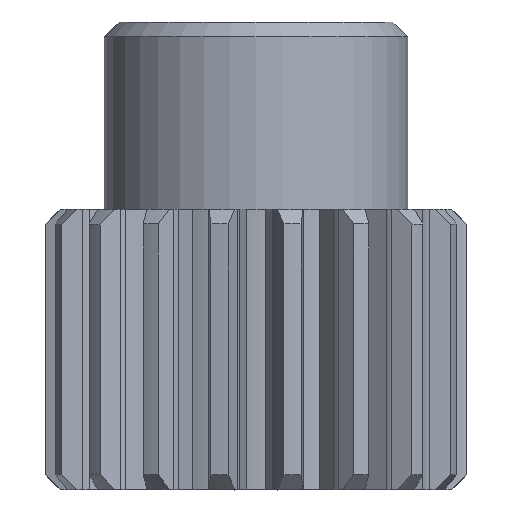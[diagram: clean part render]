
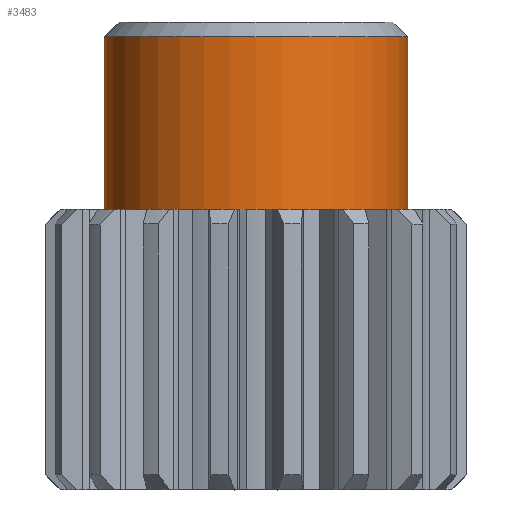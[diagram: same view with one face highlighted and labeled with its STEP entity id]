
A CAD part, top view. The second image highlights one B-rep face of the part: STEP entity #3483.
In plain terms, the highlighted cylindrical face has radius 10.287 mm (diameter 20.574 mm), a partial arc.
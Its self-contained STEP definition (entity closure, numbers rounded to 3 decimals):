
#56=CARTESIAN_POINT('',(0.,30.7,0.));
#57=DIRECTION('',(0.,-1.,0.));
#58=DIRECTION('',(1.,0.,0.));
#59=AXIS2_PLACEMENT_3D('',#56,#57,#58);
#65=DIRECTION('',(0.,1.,0.));
#66=VECTOR('',#65,11.7);
#67=CARTESIAN_POINT('',(10.287,19.,0.));
#68=LINE('',#67,#66);
#69=CARTESIAN_POINT('',(0.,19.,0.));
#70=DIRECTION('',(0.,-1.,0.));
#71=DIRECTION('',(1.,0.,0.));
#72=AXIS2_PLACEMENT_3D('',#69,#70,#71);
#74=DIRECTION('',(0.,1.,0.));
#75=VECTOR('',#74,11.7);
#76=CARTESIAN_POINT('',(-10.287,19.,0.));
#77=LINE('',#76,#75);
#2673=CARTESIAN_POINT('',(10.287,19.,0.));
#2674=CARTESIAN_POINT('',(10.287,30.7,0.));
#2675=VERTEX_POINT('',#2673);
#2676=VERTEX_POINT('',#2674);
#2687=CARTESIAN_POINT('',(-10.287,19.,0.));
#2688=CARTESIAN_POINT('',(-10.287,30.7,0.));
#2689=VERTEX_POINT('',#2687);
#2690=VERTEX_POINT('',#2688);
#3469=CARTESIAN_POINT('',(0.,-1.585,0.));
#3470=DIRECTION('',(0.,1.,0.));
#3471=DIRECTION('',(1.,0.,0.));
#3472=AXIS2_PLACEMENT_3D('',#3469,#3470,#3471);
#3473=CYLINDRICAL_SURFACE('',#3472,10.287);
#3475=ORIENTED_EDGE('',*,*,#3474,.F.);
#3477=ORIENTED_EDGE('',*,*,#3476,.T.);
#3479=ORIENTED_EDGE('',*,*,#3478,.T.);
#3480=ORIENTED_EDGE('',*,*,#3462,.F.);
#3481=EDGE_LOOP('',(#3475,#3477,#3479,#3480));
#3482=FACE_OUTER_BOUND('',#3481,.F.);
#60=CIRCLE('',#59,10.287);
#73=CIRCLE('',#72,10.287);
#3462=EDGE_CURVE('',#2676,#2690,#60,.T.);
#3474=EDGE_CURVE('',#2675,#2676,#68,.T.);
#3476=EDGE_CURVE('',#2675,#2689,#73,.T.);
#3478=EDGE_CURVE('',#2689,#2690,#77,.T.);
#3483=ADVANCED_FACE('',(#3482),#3473,.T.);
